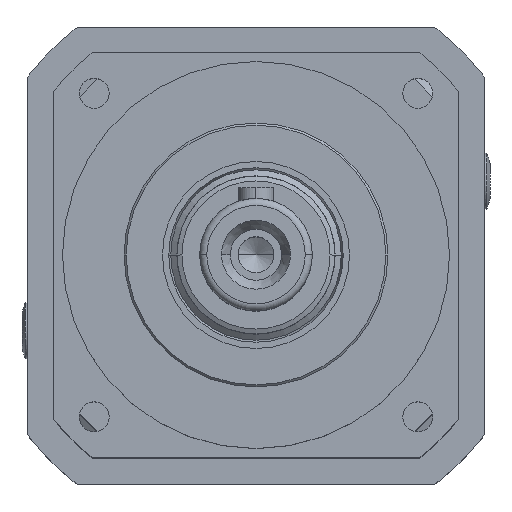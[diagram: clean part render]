
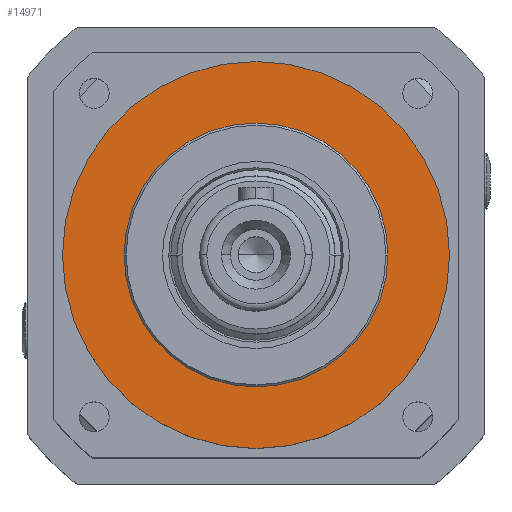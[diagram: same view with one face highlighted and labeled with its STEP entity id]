
A CAD part, top view. The second image highlights one B-rep face of the part: STEP entity #14971.
In plain terms, the highlighted planar face has unit normal (0, 0, 1).
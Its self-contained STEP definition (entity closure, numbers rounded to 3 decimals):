
#564 = CIRCLE ( 'NONE', #6586, 37.5 ) ;
#575 = CIRCLE ( 'NONE', #6588, 55. ) ;
#581 = CIRCLE ( 'NONE', #6590, 55. ) ;
#584 = CIRCLE ( 'NONE', #6591, 37.5 ) ;
#4754 = VERTEX_POINT ( 'NONE', #13391 ) ;
#4768 = VERTEX_POINT ( 'NONE', #13398 ) ;
#4770 = VERTEX_POINT ( 'NONE', #13399 ) ;
#4772 = VERTEX_POINT ( 'NONE', #13400 ) ;
#5420 = FACE_BOUND ( 'NONE', #9812, .T. ) ;
#5428 = FACE_OUTER_BOUND ( 'NONE', #10095, .T. ) ;
#6586 = AXIS2_PLACEMENT_3D ( 'NONE', #11890, #11891, #11892 ) ;
#6588 = AXIS2_PLACEMENT_3D ( 'NONE', #11897, #11898, #11899 ) ;
#6590 = AXIS2_PLACEMENT_3D ( 'NONE', #11907, #11908, #11909 ) ;
#6591 = AXIS2_PLACEMENT_3D ( 'NONE', #11913, #11914, #11915 ) ;
#6950 = CARTESIAN_POINT ( 'NONE',  ( 0., 0., 67. ) ) ;
#6953 = PLANE ( 'NONE',  #15587 ) ;
#6955 = DIRECTION ( 'NONE',  ( 0., 0., 1. ) ) ;
#6956 = DIRECTION ( 'NONE',  ( 1., 0., 0. ) ) ;
#7399 = ORIENTED_EDGE ( 'NONE', *, *, #14662, .T. ) ;
#7401 = ORIENTED_EDGE ( 'NONE', *, *, #14658, .T. ) ;
#7403 = ORIENTED_EDGE ( 'NONE', *, *, #14664, .F. ) ;
#7405 = ORIENTED_EDGE ( 'NONE', *, *, #14656, .F. ) ;
#9812 = EDGE_LOOP ( 'NONE', ( #7405, #7403 ) ) ;
#10095 = EDGE_LOOP ( 'NONE', ( #7401, #7399 ) ) ;
#11890 = CARTESIAN_POINT ( 'NONE',  ( 0., 0., 67. ) ) ;
#11891 = DIRECTION ( 'NONE',  ( 0., 0., 1. ) ) ;
#11892 = DIRECTION ( 'NONE',  ( 1., 0., 0. ) ) ;
#11897 = CARTESIAN_POINT ( 'NONE',  ( 0., 0., 67. ) ) ;
#11898 = DIRECTION ( 'NONE',  ( 0., 0., 1. ) ) ;
#11899 = DIRECTION ( 'NONE',  ( 1., 0., 0. ) ) ;
#11907 = CARTESIAN_POINT ( 'NONE',  ( 0., 0., 67. ) ) ;
#11908 = DIRECTION ( 'NONE',  ( 0., 0., 1. ) ) ;
#11909 = DIRECTION ( 'NONE',  ( 1., 0., 0. ) ) ;
#11913 = CARTESIAN_POINT ( 'NONE',  ( 0., 0., 67. ) ) ;
#11914 = DIRECTION ( 'NONE',  ( 0., 0., 1. ) ) ;
#11915 = DIRECTION ( 'NONE',  ( 1., 0., 0. ) ) ;
#13391 = CARTESIAN_POINT ( 'NONE',  ( 55., 0., 67. ) ) ;
#13398 = CARTESIAN_POINT ( 'NONE',  ( 37.5, 0., 67. ) ) ;
#13399 = CARTESIAN_POINT ( 'NONE',  ( -37.5, 0., 67. ) ) ;
#13400 = CARTESIAN_POINT ( 'NONE',  ( -55., 0., 67. ) ) ;
#14656 = EDGE_CURVE ( 'NONE', #4768, #4770, #564, .T. ) ;
#14658 = EDGE_CURVE ( 'NONE', #4772, #4754, #575, .T. ) ;
#14662 = EDGE_CURVE ( 'NONE', #4754, #4772, #581, .T. ) ;
#14664 = EDGE_CURVE ( 'NONE', #4770, #4768, #584, .T. ) ;
#14971 = ADVANCED_FACE ( 'NONE', ( #5420, #5428 ), #6953, .T. ) ;
#15587 = AXIS2_PLACEMENT_3D ( 'NONE', #6950, #6955, #6956 ) ;
